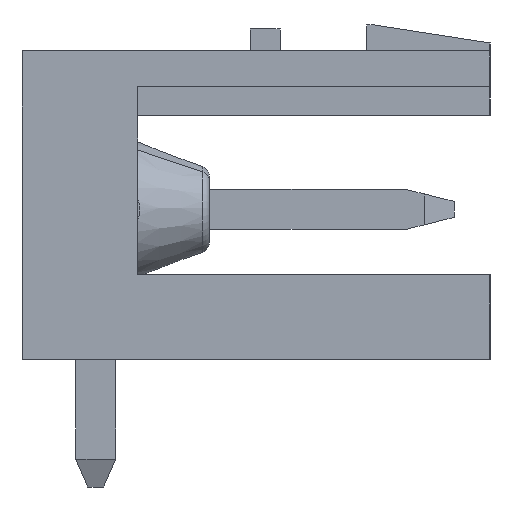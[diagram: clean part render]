
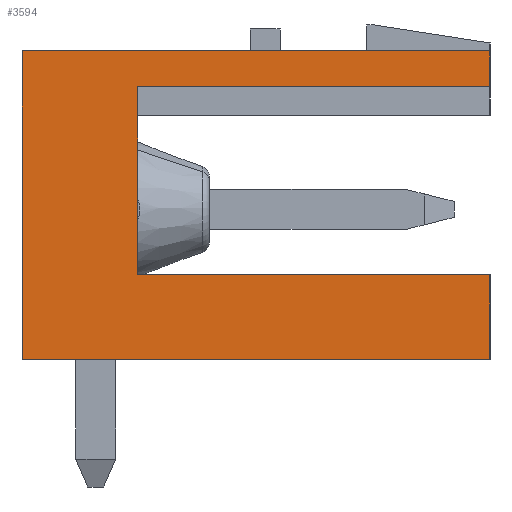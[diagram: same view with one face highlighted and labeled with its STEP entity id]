
A CAD part, left-side view. The second image highlights one B-rep face of the part: STEP entity #3594.
In plain terms, the highlighted planar face has unit normal (-1, 0, 0).
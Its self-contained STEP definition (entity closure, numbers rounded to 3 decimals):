
#3558=AXIS2_PLACEMENT_3D('Plane Axis2P3D',#3555,#3556,#3557) ;
#431=CARTESIAN_POINT('Vertex',(0.,0.,5.33)) ;
#434=CARTESIAN_POINT('Line Origine',(0.,0.,4.265)) ;
#438=CARTESIAN_POINT('Vertex',(0.,0.,3.2)) ;
#1808=CARTESIAN_POINT('Vertex',(0.,11.75,10.95)) ;
#1811=CARTESIAN_POINT('Line Origine',(0.,4.705,10.95)) ;
#1815=CARTESIAN_POINT('Vertex',(0.,0.,10.95)) ;
#2708=CARTESIAN_POINT('Line Origine',(0.,0.,10.5)) ;
#2712=CARTESIAN_POINT('Vertex',(0.,0.,10.05)) ;
#3540=CARTESIAN_POINT('Vertex',(0.,8.85,5.33)) ;
#3543=CARTESIAN_POINT('Line Origine',(0.,4.425,5.33)) ;
#3555=CARTESIAN_POINT('Axis2P3D Location',(0.,0.,0.)) ;
#3560=CARTESIAN_POINT('Line Origine',(0.,11.75,7.075)) ;
#3564=CARTESIAN_POINT('Vertex',(0.,11.75,3.2)) ;
#3567=CARTESIAN_POINT('Line Origine',(0.,5.875,3.2)) ;
#3572=CARTESIAN_POINT('Line Origine',(0.,8.85,7.69)) ;
#3576=CARTESIAN_POINT('Vertex',(0.,8.85,10.05)) ;
#3579=CARTESIAN_POINT('Line Origine',(0.,4.425,10.05)) ;
#435=DIRECTION('Vector Direction',(0.,0.,-1.)) ;
#1812=DIRECTION('Vector Direction',(0.,-1.,0.)) ;
#2709=DIRECTION('Vector Direction',(0.,0.,-1.)) ;
#3544=DIRECTION('Vector Direction',(0.,1.,0.)) ;
#3556=DIRECTION('Axis2P3D Direction',(-1.,0.,0.)) ;
#3557=DIRECTION('Axis2P3D XDirection',(0.,-1.,0.)) ;
#3561=DIRECTION('Vector Direction',(0.,0.,1.)) ;
#3568=DIRECTION('Vector Direction',(0.,1.,0.)) ;
#3573=DIRECTION('Vector Direction',(0.,0.,-1.)) ;
#3580=DIRECTION('Vector Direction',(0.,1.,0.)) ;
#436=VECTOR('Line Direction',#435,1.) ;
#1813=VECTOR('Line Direction',#1812,1.) ;
#2710=VECTOR('Line Direction',#2709,1.) ;
#3545=VECTOR('Line Direction',#3544,1.) ;
#3562=VECTOR('Line Direction',#3561,1.) ;
#3569=VECTOR('Line Direction',#3568,1.) ;
#3574=VECTOR('Line Direction',#3573,1.) ;
#3581=VECTOR('Line Direction',#3580,1.) ;
#3585=ORIENTED_EDGE('',*,*,#1817,.F.) ;
#3586=ORIENTED_EDGE('',*,*,#3566,.F.) ;
#3587=ORIENTED_EDGE('',*,*,#3571,.T.) ;
#3588=ORIENTED_EDGE('',*,*,#440,.T.) ;
#3589=ORIENTED_EDGE('',*,*,#3547,.T.) ;
#3590=ORIENTED_EDGE('',*,*,#3578,.F.) ;
#3591=ORIENTED_EDGE('',*,*,#3583,.F.) ;
#3592=ORIENTED_EDGE('',*,*,#2714,.T.) ;
#3594=ADVANCED_FACE('HOUSING',(#3593),#3559,.T.) ;
#440=EDGE_CURVE('',#439,#432,#437,.F.) ;
#1817=EDGE_CURVE('',#1809,#1816,#1814,.T.) ;
#2714=EDGE_CURVE('',#2713,#1816,#2711,.F.) ;
#3547=EDGE_CURVE('',#432,#3541,#3546,.T.) ;
#3566=EDGE_CURVE('',#3565,#1809,#3563,.T.) ;
#3571=EDGE_CURVE('',#3565,#439,#3570,.F.) ;
#3578=EDGE_CURVE('',#3577,#3541,#3575,.T.) ;
#3583=EDGE_CURVE('',#2713,#3577,#3582,.T.) ;
#3584=EDGE_LOOP('',(#3585,#3586,#3587,#3588,#3589,#3590,#3591,#3592)) ;
#3593=FACE_OUTER_BOUND('',#3584,.T.) ;
#437=LINE('Line',#434,#436) ;
#1814=LINE('Line',#1811,#1813) ;
#2711=LINE('Line',#2708,#2710) ;
#3546=LINE('Line',#3543,#3545) ;
#3563=LINE('Line',#3560,#3562) ;
#3570=LINE('Line',#3567,#3569) ;
#3575=LINE('Line',#3572,#3574) ;
#3582=LINE('Line',#3579,#3581) ;
#3559=PLANE('',#3558) ;
#432=VERTEX_POINT('',#431) ;
#439=VERTEX_POINT('',#438) ;
#1809=VERTEX_POINT('',#1808) ;
#1816=VERTEX_POINT('',#1815) ;
#2713=VERTEX_POINT('',#2712) ;
#3541=VERTEX_POINT('',#3540) ;
#3565=VERTEX_POINT('',#3564) ;
#3577=VERTEX_POINT('',#3576) ;
